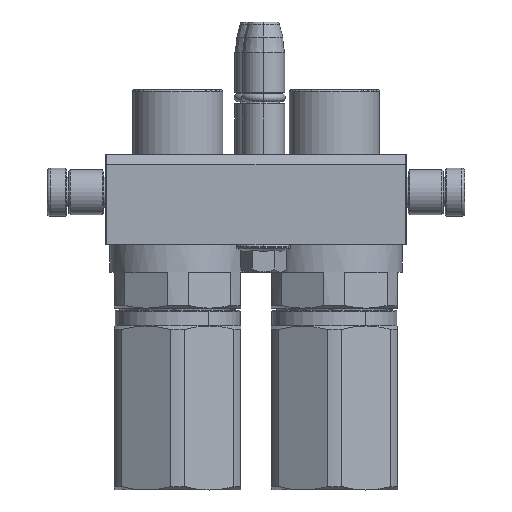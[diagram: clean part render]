
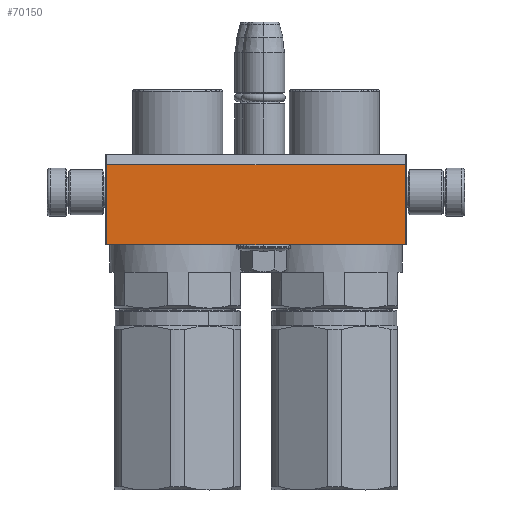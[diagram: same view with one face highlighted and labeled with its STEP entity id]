
A CAD part, left-side view. The second image highlights one B-rep face of the part: STEP entity #70150.
In plain terms, the highlighted face is planar.
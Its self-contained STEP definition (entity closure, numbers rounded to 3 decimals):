
#951 = ORIENTED_EDGE ( 'NONE', *, *, #9377, .F. ) ;
#6238 = CARTESIAN_POINT ( 'NONE',  ( -49.5, -15., 56. ) ) ;
#8827 = CARTESIAN_POINT ( 'NONE',  ( -49.5, -15., 56. ) ) ;
#9377 = EDGE_CURVE ( 'NONE', #79015, #23148, #20014, .T. ) ;
#11355 = VECTOR ( 'NONE', #71817, 1000. ) ;
#15919 = DIRECTION ( 'NONE',  ( 0., 1., 0. ) ) ;
#20014 = LINE ( 'NONE', #48073, #79160 ) ;
#20925 = DIRECTION ( 'NONE',  ( 0., 0., 1. ) ) ;
#22444 = DIRECTION ( 'NONE',  ( 0., 1., 0. ) ) ;
#23148 = VERTEX_POINT ( 'NONE', #54560 ) ;
#23294 = VECTOR ( 'NONE', #15919, 1000. ) ;
#23765 = LINE ( 'NONE', #30731, #51343 ) ;
#24420 = ORIENTED_EDGE ( 'NONE', *, *, #35770, .T. ) ;
#30731 = CARTESIAN_POINT ( 'NONE',  ( -49.5, 11.536, 56. ) ) ;
#32319 = CARTESIAN_POINT ( 'NONE',  ( 49.5, 11.536, 56. ) ) ;
#33036 = DIRECTION ( 'NONE',  ( 1., 0., 0. ) ) ;
#35770 = EDGE_CURVE ( 'NONE', #79015, #64625, #39872, .T. ) ;
#39872 = LINE ( 'NONE', #8827, #11355 ) ;
#40006 = LINE ( 'NONE', #58894, #23294 ) ;
#41781 = AXIS2_PLACEMENT_3D ( 'NONE', #46248, #20925, #33036 ) ;
#46248 = CARTESIAN_POINT ( 'NONE',  ( -50., -15., 56. ) ) ;
#48073 = CARTESIAN_POINT ( 'NONE',  ( -49.5, -15., 56. ) ) ;
#51343 = VECTOR ( 'NONE', #80594, 1000. ) ;
#52855 = PLANE ( 'NONE',  #41781 ) ;
#54560 = CARTESIAN_POINT ( 'NONE',  ( -49.5, 11.536, 56. ) ) ;
#55349 = VERTEX_POINT ( 'NONE', #32319 ) ;
#55518 = ORIENTED_EDGE ( 'NONE', *, *, #65384, .T. ) ;
#58894 = CARTESIAN_POINT ( 'NONE',  ( 49.5, -15., 56. ) ) ;
#64625 = VERTEX_POINT ( 'NONE', #67029 ) ;
#65384 = EDGE_CURVE ( 'NONE', #64625, #55349, #40006, .T. ) ;
#67029 = CARTESIAN_POINT ( 'NONE',  ( 49.5, -15., 56. ) ) ;
#70150 = ADVANCED_FACE ( 'NONE', ( #77985 ), #52855, .T. ) ;
#71817 = DIRECTION ( 'NONE',  ( 1., 0., 0. ) ) ;
#76651 = EDGE_CURVE ( 'NONE', #23148, #55349, #23765, .T. ) ;
#77985 = FACE_OUTER_BOUND ( 'NONE', #78682, .T. ) ;
#78682 = EDGE_LOOP ( 'NONE', ( #24420, #55518, #79272, #951 ) ) ;
#79015 = VERTEX_POINT ( 'NONE', #6238 ) ;
#79160 = VECTOR ( 'NONE', #22444, 1000. ) ;
#79272 = ORIENTED_EDGE ( 'NONE', *, *, #76651, .F. ) ;
#80594 = DIRECTION ( 'NONE',  ( 1., 0., 0. ) ) ;
